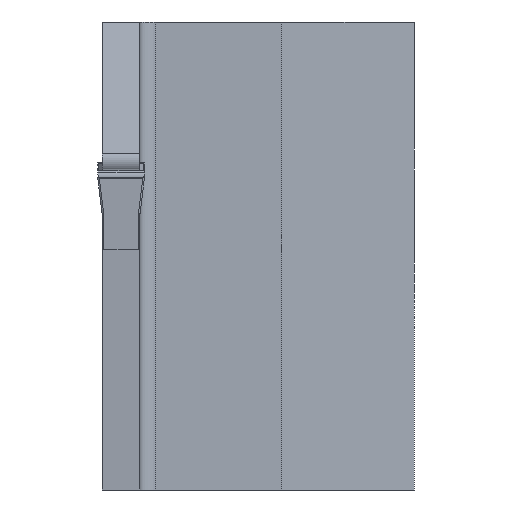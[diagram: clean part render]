
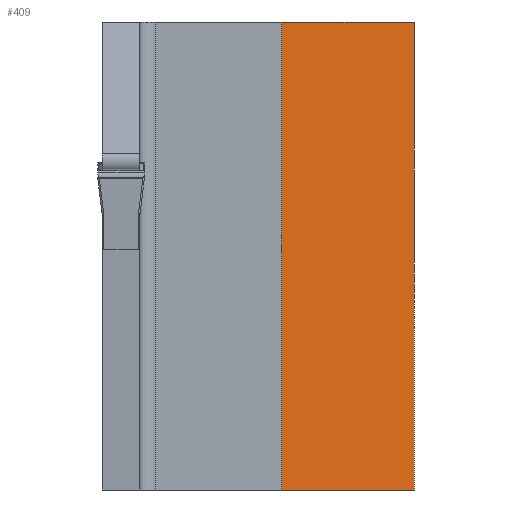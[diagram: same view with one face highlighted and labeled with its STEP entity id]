
A CAD part, left-side view. The second image highlights one B-rep face of the part: STEP entity #409.
In plain terms, the highlighted planar face has unit normal (-0.707, -0.707, 0).
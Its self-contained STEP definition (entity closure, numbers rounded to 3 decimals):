
#409=ADVANCED_FACE('',(#488),#454,.T.);
#454=PLANE('',#1255);
#488=FACE_OUTER_BOUND('',#534,.T.);
#534=EDGE_LOOP('',(#637,#638,#639,#640));
#637=ORIENTED_EDGE('',*,*,#947,.T.);
#638=ORIENTED_EDGE('',*,*,#924,.F.);
#639=ORIENTED_EDGE('',*,*,#952,.F.);
#640=ORIENTED_EDGE('',*,*,#917,.T.);
#833=VERTEX_POINT('',#1567);
#834=VERTEX_POINT('',#1569);
#840=VERTEX_POINT('',#1582);
#841=VERTEX_POINT('',#1584);
#917=EDGE_CURVE('',#834,#833,#1043,.T.);
#924=EDGE_CURVE('',#840,#841,#1048,.T.);
#947=EDGE_CURVE('',#833,#841,#1068,.T.);
#952=EDGE_CURVE('',#834,#840,#1072,.T.);
#1043=LINE('',#1568,#1143);
#1048=LINE('',#1583,#1148);
#1068=LINE('',#1627,#1168);
#1072=LINE('',#1635,#1172);
#1143=VECTOR('',#1318,1.);
#1148=VECTOR('',#1329,1.);
#1168=VECTOR('',#1361,1.);
#1172=VECTOR('',#1369,1.);
#1255=AXIS2_PLACEMENT_3D('',#1642,#1380,#1381);
#1318=DIRECTION('',(0.707,-0.707,0.));
#1329=DIRECTION('',(0.707,-0.707,0.));
#1361=DIRECTION('',(0.,0.,1.));
#1369=DIRECTION('',(0.,0.,1.));
#1380=DIRECTION('',(-0.707,-0.707,0.));
#1381=DIRECTION('',(-0.707,0.707,0.));
#1567=CARTESIAN_POINT('',(29.5,0.,-20.));
#1568=CARTESIAN_POINT('',(14.75,14.75,-20.));
#1569=CARTESIAN_POINT('',(21.,8.5,-20.));
#1582=CARTESIAN_POINT('',(21.,8.5,10.));
#1583=CARTESIAN_POINT('',(4.75,24.75,10.));
#1584=CARTESIAN_POINT('',(29.5,0.,10.));
#1627=CARTESIAN_POINT('',(29.5,0.,271.32));
#1635=CARTESIAN_POINT('',(21.,8.5,-20.));
#1642=CARTESIAN_POINT('',(21.,8.5,271.32));
